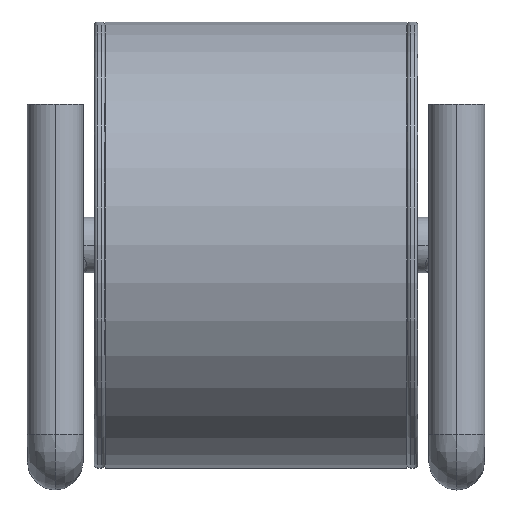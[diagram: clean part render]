
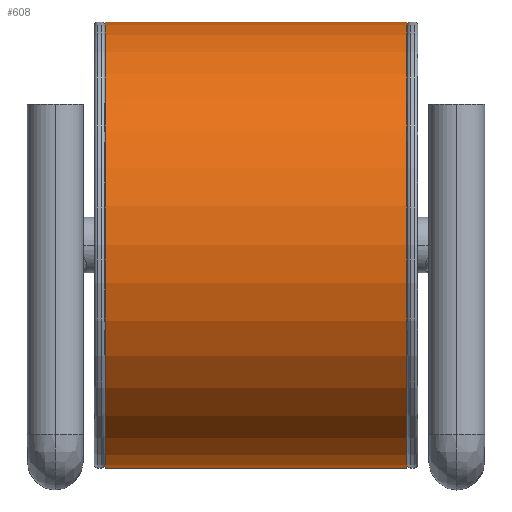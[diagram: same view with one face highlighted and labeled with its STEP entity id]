
A CAD part, top view. The second image highlights one B-rep face of the part: STEP entity #608.
In plain terms, the highlighted cylindrical face has radius 4 mm (diameter 8 mm), a partial arc.
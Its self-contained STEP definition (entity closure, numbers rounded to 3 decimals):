
#543=DIRECTION('',(1.,0.,0.));
#544=VECTOR('',#543,5.4);
#545=CARTESIAN_POINT('',(-2.7,-4.,0.));
#546=LINE('',#545,#544);
#547=CARTESIAN_POINT('',(2.7,0.,0.));
#548=DIRECTION('',(1.,0.,0.));
#549=DIRECTION('',(0.,1.,0.));
#550=AXIS2_PLACEMENT_3D('',#547,#548,#549);
#552=CARTESIAN_POINT('',(-2.7,0.,0.));
#553=DIRECTION('',(-1.,0.,0.));
#554=DIRECTION('',(0.,-1.,0.));
#555=AXIS2_PLACEMENT_3D('',#552,#553,#554);
#557=DIRECTION('',(1.,0.,0.));
#558=VECTOR('',#557,5.4);
#559=CARTESIAN_POINT('',(-2.7,4.,0.));
#560=LINE('',#559,#558);
#561=CARTESIAN_POINT('',(2.7,-4.,0.));
#562=CARTESIAN_POINT('',(2.7,4.,0.));
#563=VERTEX_POINT('',#561);
#564=VERTEX_POINT('',#562);
#565=CARTESIAN_POINT('',(-2.7,4.,0.));
#566=CARTESIAN_POINT('',(-2.7,-4.,0.));
#567=VERTEX_POINT('',#565);
#568=VERTEX_POINT('',#566);
#596=CARTESIAN_POINT('',(-2.9,0.,0.));
#597=DIRECTION('',(1.,0.,0.));
#598=DIRECTION('',(0.,-1.,0.));
#599=AXIS2_PLACEMENT_3D('',#596,#597,#598);
#600=CYLINDRICAL_SURFACE('',#599,4.);
#601=ORIENTED_EDGE('',*,*,#576,.T.);
#602=ORIENTED_EDGE('',*,*,#591,.F.);
#604=ORIENTED_EDGE('',*,*,#603,.T.);
#605=ORIENTED_EDGE('',*,*,#587,.T.);
#606=EDGE_LOOP('',(#601,#602,#604,#605));
#607=FACE_OUTER_BOUND('',#606,.F.);
#608=ADVANCED_FACE('',(#607),#600,.T.);
#551=CIRCLE('',#550,4.);
#556=CIRCLE('',#555,4.);
#576=EDGE_CURVE('',#564,#563,#551,.T.);
#587=EDGE_CURVE('',#567,#564,#560,.T.);
#591=EDGE_CURVE('',#568,#563,#546,.T.);
#603=EDGE_CURVE('',#568,#567,#556,.T.);
